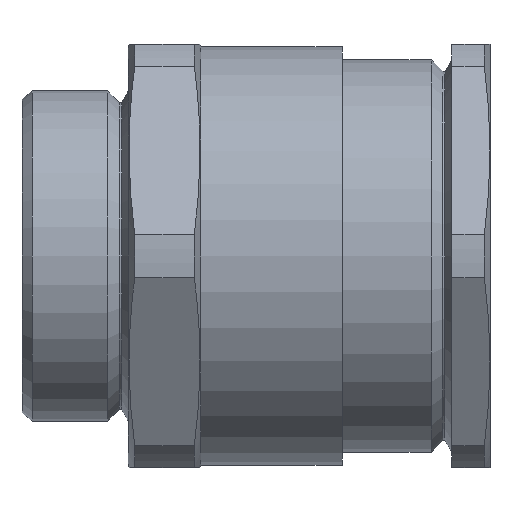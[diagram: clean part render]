
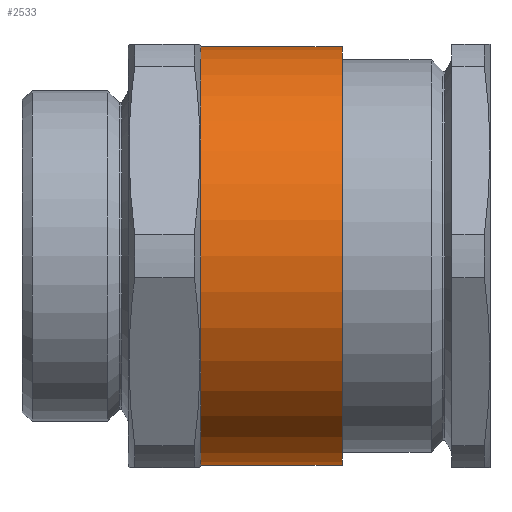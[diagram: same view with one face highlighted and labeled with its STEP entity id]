
A CAD part, front view. The second image highlights one B-rep face of the part: STEP entity #2533.
In plain terms, the highlighted cylindrical face has radius 20.27 mm (diameter 40.54 mm), a partial arc.
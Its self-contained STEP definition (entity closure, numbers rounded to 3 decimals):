
#7 = CARTESIAN_POINT ( 'NONE',  ( 31., 0., 20.27 ) ) ;
#11 = DIRECTION ( 'NONE',  ( 0., 0., -1. ) ) ;
#176 = EDGE_LOOP ( 'NONE', ( #2521, #2689, #319, #1272 ) ) ;
#319 = ORIENTED_EDGE ( 'NONE', *, *, #3016, .T. ) ;
#362 = VERTEX_POINT ( 'NONE', #1051 ) ;
#918 = EDGE_CURVE ( 'NONE', #2571, #4399, #3556, .T. ) ;
#1051 = CARTESIAN_POINT ( 'NONE',  ( 31., 0., -20.27 ) ) ;
#1144 = DIRECTION ( 'NONE',  ( 1., 0., 0. ) ) ;
#1163 = EDGE_CURVE ( 'NONE', #2571, #3687, #3743, .T. ) ;
#1272 = ORIENTED_EDGE ( 'NONE', *, *, #5365, .F. ) ;
#1399 = LINE ( 'NONE', #4914, #2244 ) ;
#1759 = CARTESIAN_POINT ( 'NONE',  ( 17.3, 0., 0. ) ) ;
#2060 = DIRECTION ( 'NONE',  ( 0., 0., -1. ) ) ;
#2244 = VECTOR ( 'NONE', #1144, 1000. ) ;
#2521 = ORIENTED_EDGE ( 'NONE', *, *, #918, .F. ) ;
#2533 = ADVANCED_FACE ( 'NONE', ( #3048 ), #3739, .T. ) ;
#2571 = VERTEX_POINT ( 'NONE', #3705 ) ;
#2579 = VECTOR ( 'NONE', #4580, 1000. ) ;
#2689 = ORIENTED_EDGE ( 'NONE', *, *, #1163, .T. ) ;
#3016 = EDGE_CURVE ( 'NONE', #3687, #362, #1399, .T. ) ;
#3048 = FACE_OUTER_BOUND ( 'NONE', #176, .T. ) ;
#3503 = CARTESIAN_POINT ( 'NONE',  ( 31., 0., 0. ) ) ;
#3556 = LINE ( 'NONE', #7, #2579 ) ;
#3687 = VERTEX_POINT ( 'NONE', #3773 ) ;
#3705 = CARTESIAN_POINT ( 'NONE',  ( 17.3, 0., 20.27 ) ) ;
#3739 = CYLINDRICAL_SURFACE ( 'NONE', #3959, 20.27 ) ;
#3743 = CIRCLE ( 'NONE', #3953, 20.27 ) ;
#3773 = CARTESIAN_POINT ( 'NONE',  ( 17.3, 0., -20.27 ) ) ;
#3906 = AXIS2_PLACEMENT_3D ( 'NONE', #3503, #4352, #3956 ) ;
#3953 = AXIS2_PLACEMENT_3D ( 'NONE', #1759, #5261, #2060 ) ;
#3956 = DIRECTION ( 'NONE',  ( 0., 0., -1. ) ) ;
#3959 = AXIS2_PLACEMENT_3D ( 'NONE', #5326, #4922, #11 ) ;
#4305 = CARTESIAN_POINT ( 'NONE',  ( 31., 0., 20.27 ) ) ;
#4352 = DIRECTION ( 'NONE',  ( 1., 0., 0. ) ) ;
#4399 = VERTEX_POINT ( 'NONE', #4305 ) ;
#4580 = DIRECTION ( 'NONE',  ( 1., 0., 0. ) ) ;
#4914 = CARTESIAN_POINT ( 'NONE',  ( 31., 0., -20.27 ) ) ;
#4922 = DIRECTION ( 'NONE',  ( 1., 0., 0. ) ) ;
#5017 = CIRCLE ( 'NONE', #3906, 20.27 ) ;
#5261 = DIRECTION ( 'NONE',  ( 1., 0., 0. ) ) ;
#5326 = CARTESIAN_POINT ( 'NONE',  ( 31., 0., 0. ) ) ;
#5365 = EDGE_CURVE ( 'NONE', #4399, #362, #5017, .T. ) ;
